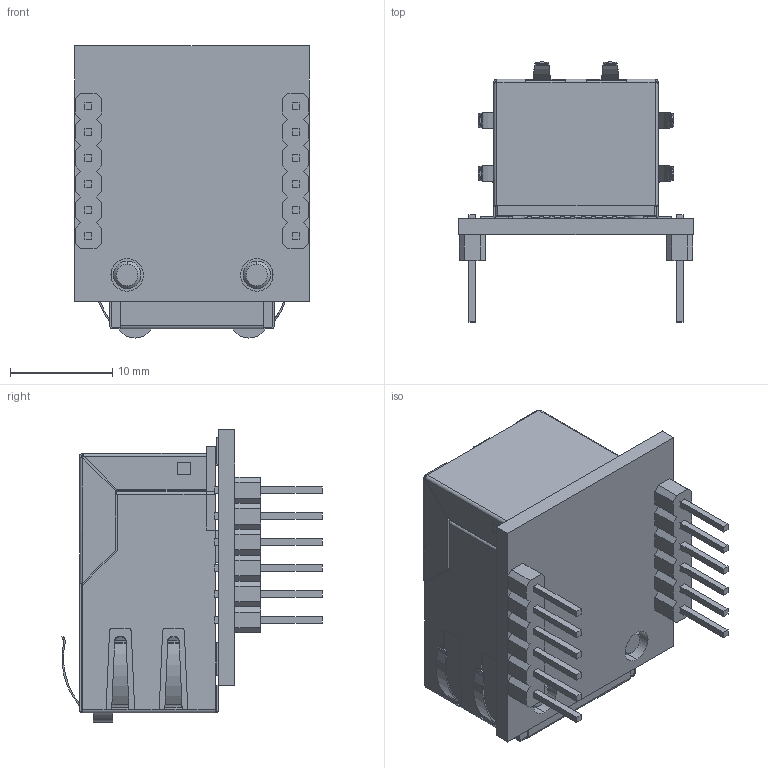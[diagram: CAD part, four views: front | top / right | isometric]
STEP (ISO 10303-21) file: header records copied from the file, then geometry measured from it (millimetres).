
FILE_DESCRIPTION (( 'STEP AP214' ), '1' );
FILE_NAME ('WIZ850IO.STEP', '2023-05-02T20:14:03', ( '' ), ( '' ), 'SwSTEP 2.0', 'SolidWorks 2021', '' );
FILE_SCHEMA (( 'AUTOMOTIVE_DESIGN' ));
Length unit declared in the file: millimetre
Products named in the file (1): WIZ850IO
Bounding box: 23 x 25.47 x 28.6 mm (x, y, z)
Volume: 5420.8 mm3; surface area: 7745.6 mm2
Topology: 51 solids, 51 shells, 898 faces, 2270 edges, 1456 vertices
Faces by surface type: plane 674, cylinder 214, cone 6, bspline 4
Entity records: 27272 total; most frequent: CARTESIAN_POINT 5163, ORIENTED_EDGE 4536, DIRECTION 4230, EDGE_CURVE 2268, LINE 1808, VECTOR 1808, VERTEX_POINT 1456, AXIS2_PLACEMENT_3D 1211
